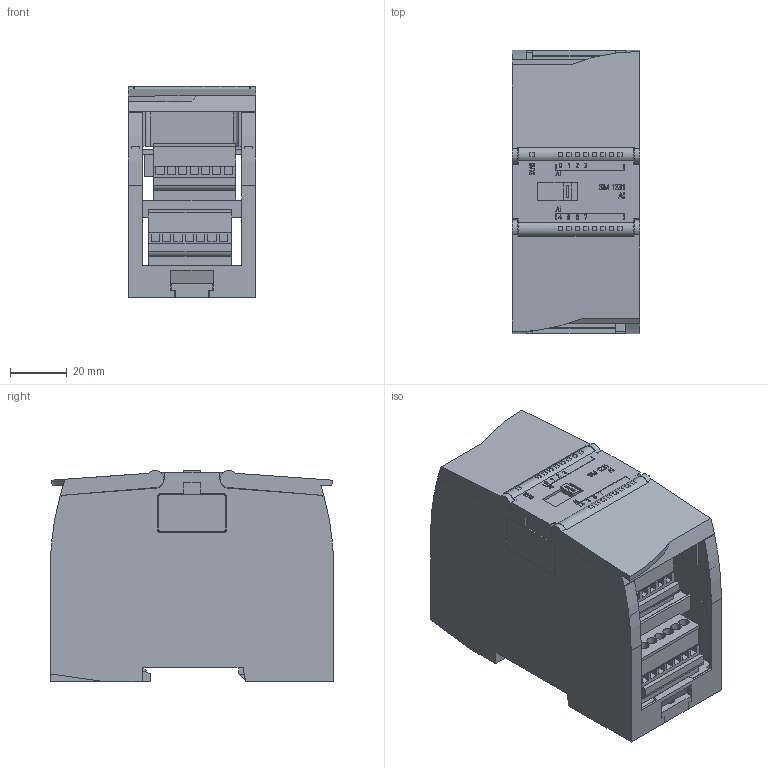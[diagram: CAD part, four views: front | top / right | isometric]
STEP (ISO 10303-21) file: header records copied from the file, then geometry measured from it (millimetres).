
FILE_DESCRIPTION(/* description */ (''),/* implementation_level */ '2;1');
FILE_NAME(/* name */ '6ES7231-4HF32-0XB0_3d.stp',/* time_stamp */ '2024-06-27T13:48:23+02:00',/* author */ (''),/* organization */ (''),/* preprocessor_version */ 'ST-DEVELOPER v18.102',/* originating_system */ 'SIEMENS PLM Software NX 2023',/* authorisation */ '');
FILE_SCHEMA (('AUTOMOTIVE_DESIGN { 1 0 10303 214 3 1 1 1 }'));
Products named in the file (4): A5E30160608A_RS-AA_002_1-cover; A5E31867013A_RS-AA_002_1-labeling; A5E30160601A_RS-AA_003_1-box_45_4; A5E31867006A_RS-AA_002_3-CAx_6ES72314HF320XB0
Assembly tree (4 placements, depth 2):
  A5E31867006A_RS-AA_002_3-CAx_6ES72314HF320XB0
    A5E30160601A_RS-AA_003_1-box_45_4
    A5E31867013A_RS-AA_002_1-labeling
    A5E30160608A_RS-AA_002_1-cover  x2
Bounding box: 45 x 100 x 74.67 mm (x, y, z)
Volume: 132738.2 mm3; surface area: 84701.1 mm2
Topology: 155 solids, 156 shells, 2322 faces, 5775 edges, 3848 vertices
Faces by surface type: plane 1916, extrusion 330, cylinder 76
Full cylindrical faces by diameter (mm): 2 x8, 3.63 x28, 4 x2
Entity records: 99263 total; most frequent: CARTESIAN_POINT 27997, ORIENTED_EDGE 11366, DIRECTION 9659, EDGE_CURVE 5683, VECTOR 5201, LINE 4871, VERTEX_POINT 3819, EDGE_LOOP 2546
